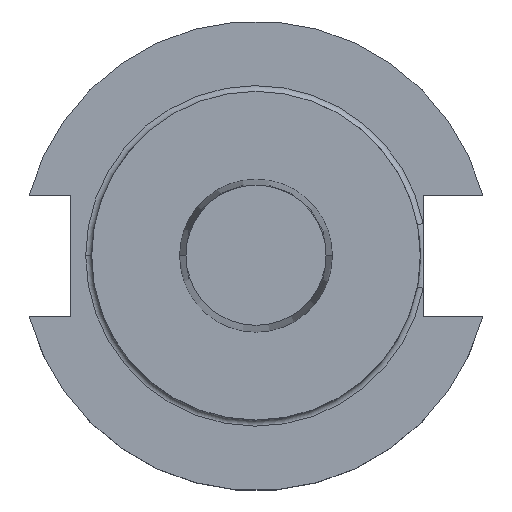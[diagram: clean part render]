
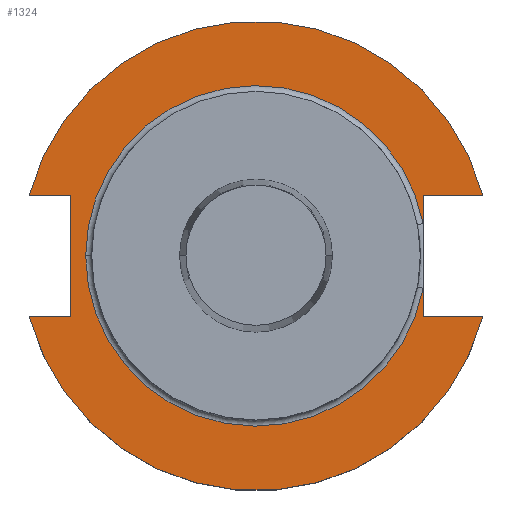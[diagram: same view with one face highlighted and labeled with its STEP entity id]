
A CAD part, top view. The second image highlights one B-rep face of the part: STEP entity #1324.
In plain terms, the highlighted planar face has unit normal (0, 0, 1).
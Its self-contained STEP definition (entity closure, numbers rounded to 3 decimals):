
#23 = VERTEX_POINT ( 'NONE', #1389 ) ;
#31 = VECTOR ( 'NONE', #1522, 1000. ) ;
#37 = ORIENTED_EDGE ( 'NONE', *, *, #118, .T. ) ;
#65 = ORIENTED_EDGE ( 'NONE', *, *, #380, .F. ) ;
#73 = EDGE_LOOP ( 'NONE', ( #980, #218, #647, #37, #854, #1127, #1239, #659, #776, #1591, #65 ) ) ;
#87 = DIRECTION ( 'NONE',  ( -1., 0., 0. ) ) ;
#91 = DIRECTION ( 'NONE',  ( 0., 0., -1. ) ) ;
#107 = DIRECTION ( 'NONE',  ( -1., 0., 0. ) ) ;
#118 = EDGE_CURVE ( 'NONE', #400, #23, #355, .T. ) ;
#203 = CARTESIAN_POINT ( 'NONE',  ( 0., 0., 19.05 ) ) ;
#206 = EDGE_CURVE ( 'NONE', #1166, #642, #677, .T. ) ;
#218 = ORIENTED_EDGE ( 'NONE', *, *, #484, .T. ) ;
#250 = CARTESIAN_POINT ( 'NONE',  ( -61.091, -8.191, 19.05 ) ) ;
#260 = AXIS2_PLACEMENT_3D ( 'NONE', #856, #1105, #1455 ) ;
#266 = DIRECTION ( 'NONE',  ( -1., 0., 0. ) ) ;
#286 = EDGE_CURVE ( 'NONE', #1446, #1635, #1228, .T. ) ;
#316 = CARTESIAN_POINT ( 'NONE',  ( -30.675, -8.191, 19.05 ) ) ;
#319 = EDGE_CURVE ( 'NONE', #585, #642, #1096, .T. ) ;
#341 = DIRECTION ( 'NONE',  ( 0., 0., -1. ) ) ;
#353 = CIRCLE ( 'NONE', #855, 31.75 ) ;
#355 = LINE ( 'NONE', #621, #31 ) ;
#366 = DIRECTION ( 'NONE',  ( 1., 0., 0. ) ) ;
#380 = EDGE_CURVE ( 'NONE', #1446, #1556, #439, .T. ) ;
#400 = VERTEX_POINT ( 'NONE', #645 ) ;
#407 = CARTESIAN_POINT ( 'NONE',  ( 22.606, -4.373, 19.05 ) ) ;
#439 = LINE ( 'NONE', #486, #545 ) ;
#484 = EDGE_CURVE ( 'NONE', #1635, #1224, #1474, .T. ) ;
#486 = CARTESIAN_POINT ( 'NONE',  ( 0., -8.191, 19.05 ) ) ;
#487 = CARTESIAN_POINT ( 'NONE',  ( -30.675, 8.191, 19.05 ) ) ;
#514 = CARTESIAN_POINT ( 'NONE',  ( 0., 8.191, 19.05 ) ) ;
#533 = CIRCLE ( 'NONE', #260, 31.75 ) ;
#545 = VECTOR ( 'NONE', #1047, 1000. ) ;
#551 = FACE_OUTER_BOUND ( 'NONE', #73, .T. ) ;
#564 = CARTESIAN_POINT ( 'NONE',  ( -25.091, 8.191, 19.05 ) ) ;
#585 = VERTEX_POINT ( 'NONE', #564 ) ;
#590 = CARTESIAN_POINT ( 'NONE',  ( -61.091, 8.191, 19.05 ) ) ;
#605 = CARTESIAN_POINT ( 'NONE',  ( 0., 0., 19.05 ) ) ;
#621 = CARTESIAN_POINT ( 'NONE',  ( 22.606, 22.225, 19.05 ) ) ;
#638 = DIRECTION ( 'NONE',  ( 0., 1., 0. ) ) ;
#642 = VERTEX_POINT ( 'NONE', #982 ) ;
#645 = CARTESIAN_POINT ( 'NONE',  ( 22.606, 4.373, 19.05 ) ) ;
#647 = ORIENTED_EDGE ( 'NONE', *, *, #1255, .T. ) ;
#659 = ORIENTED_EDGE ( 'NONE', *, *, #319, .T. ) ;
#669 = VERTEX_POINT ( 'NONE', #487 ) ;
#672 = CARTESIAN_POINT ( 'NONE',  ( -23.025, 0., 19.05 ) ) ;
#677 = LINE ( 'NONE', #250, #1149 ) ;
#723 = DIRECTION ( 'NONE',  ( 0., 0., 1. ) ) ;
#776 = ORIENTED_EDGE ( 'NONE', *, *, #206, .F. ) ;
#800 = VERTEX_POINT ( 'NONE', #1030 ) ;
#821 = AXIS2_PLACEMENT_3D ( 'NONE', #988, #91, #1494 ) ;
#854 = ORIENTED_EDGE ( 'NONE', *, *, #1347, .F. ) ;
#855 = AXIS2_PLACEMENT_3D ( 'NONE', #203, #723, #1100 ) ;
#856 = CARTESIAN_POINT ( 'NONE',  ( 0., 0., 19.05 ) ) ;
#864 = CARTESIAN_POINT ( 'NONE',  ( 0., 22.225, 19.05 ) ) ;
#866 = CIRCLE ( 'NONE', #821, 23.025 ) ;
#873 = DIRECTION ( 'NONE',  ( 1., 0., 0. ) ) ;
#897 = EDGE_CURVE ( 'NONE', #669, #585, #1085, .T. ) ;
#980 = ORIENTED_EDGE ( 'NONE', *, *, #286, .T. ) ;
#982 = CARTESIAN_POINT ( 'NONE',  ( -25.091, -8.191, 19.05 ) ) ;
#988 = CARTESIAN_POINT ( 'NONE',  ( 0., 0., 19.05 ) ) ;
#1014 = EDGE_CURVE ( 'NONE', #1166, #1556, #353, .T. ) ;
#1018 = EDGE_CURVE ( 'NONE', #800, #669, #533, .T. ) ;
#1027 = CARTESIAN_POINT ( 'NONE',  ( 30.675, -8.191, 19.05 ) ) ;
#1030 = CARTESIAN_POINT ( 'NONE',  ( 30.675, 8.191, 19.05 ) ) ;
#1047 = DIRECTION ( 'NONE',  ( 1., 0., 0. ) ) ;
#1082 = LINE ( 'NONE', #514, #1518 ) ;
#1085 = LINE ( 'NONE', #590, #1280 ) ;
#1096 = LINE ( 'NONE', #1554, #1397 ) ;
#1100 = DIRECTION ( 'NONE',  ( 1., 0., 0. ) ) ;
#1105 = DIRECTION ( 'NONE',  ( 0., 0., 1. ) ) ;
#1127 = ORIENTED_EDGE ( 'NONE', *, *, #1018, .T. ) ;
#1149 = VECTOR ( 'NONE', #366, 1000. ) ;
#1154 = AXIS2_PLACEMENT_3D ( 'NONE', #864, #341, #87 ) ;
#1158 = CARTESIAN_POINT ( 'NONE',  ( 22.606, -8.191, 19.05 ) ) ;
#1166 = VERTEX_POINT ( 'NONE', #316 ) ;
#1224 = VERTEX_POINT ( 'NONE', #672 ) ;
#1228 = LINE ( 'NONE', #1269, #1667 ) ;
#1239 = ORIENTED_EDGE ( 'NONE', *, *, #897, .T. ) ;
#1255 = EDGE_CURVE ( 'NONE', #1224, #400, #866, .T. ) ;
#1269 = CARTESIAN_POINT ( 'NONE',  ( 22.606, 22.225, 19.05 ) ) ;
#1272 = DIRECTION ( 'NONE',  ( 0., -1., 0. ) ) ;
#1280 = VECTOR ( 'NONE', #873, 1000. ) ;
#1324 = ADVANCED_FACE ( 'NONE', ( #551 ), #1359, .F. ) ;
#1347 = EDGE_CURVE ( 'NONE', #800, #23, #1082, .T. ) ;
#1359 = PLANE ( 'NONE',  #1154 ) ;
#1389 = CARTESIAN_POINT ( 'NONE',  ( 22.606, 8.191, 19.05 ) ) ;
#1397 = VECTOR ( 'NONE', #1272, 1000. ) ;
#1446 = VERTEX_POINT ( 'NONE', #1158 ) ;
#1455 = DIRECTION ( 'NONE',  ( 1., 0., 0. ) ) ;
#1474 = CIRCLE ( 'NONE', #1560, 23.025 ) ;
#1494 = DIRECTION ( 'NONE',  ( -1., 0., 0. ) ) ;
#1504 = DIRECTION ( 'NONE',  ( 0., 0., -1. ) ) ;
#1518 = VECTOR ( 'NONE', #266, 1000. ) ;
#1522 = DIRECTION ( 'NONE',  ( 0., 1., 0. ) ) ;
#1554 = CARTESIAN_POINT ( 'NONE',  ( -25.091, 8.191, 19.05 ) ) ;
#1556 = VERTEX_POINT ( 'NONE', #1027 ) ;
#1560 = AXIS2_PLACEMENT_3D ( 'NONE', #605, #1504, #107 ) ;
#1591 = ORIENTED_EDGE ( 'NONE', *, *, #1014, .T. ) ;
#1635 = VERTEX_POINT ( 'NONE', #407 ) ;
#1667 = VECTOR ( 'NONE', #638, 1000. ) ;
